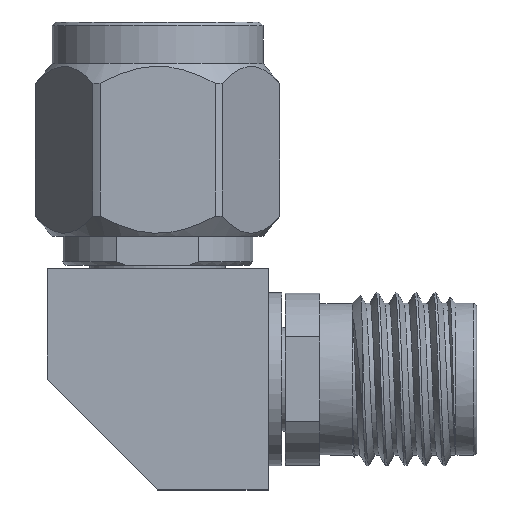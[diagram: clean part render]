
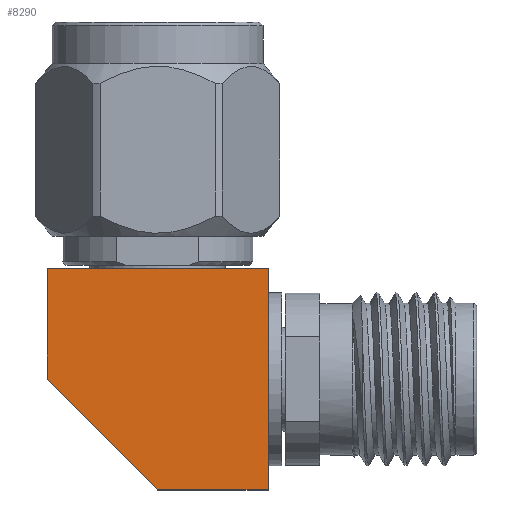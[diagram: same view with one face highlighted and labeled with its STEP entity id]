
A CAD part, top view. The second image highlights one B-rep face of the part: STEP entity #8290.
In plain terms, the highlighted planar face has unit normal (0, 0, 1).
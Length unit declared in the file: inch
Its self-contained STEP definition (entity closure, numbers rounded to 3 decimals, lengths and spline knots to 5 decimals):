
#154 = DIRECTION ( 'NONE',  ( 1., 0., 0. ) ) ;
#255 = LINE ( 'NONE', #7110, #4403 ) ;
#270 = CARTESIAN_POINT ( 'NONE',  ( -0.16, -0.16, 0.16 ) ) ;
#524 = EDGE_CURVE ( 'NONE', #6965, #4183, #3601, .T. ) ;
#685 = ORIENTED_EDGE ( 'NONE', *, *, #2433, .T. ) ;
#744 = CARTESIAN_POINT ( 'NONE',  ( 0., 0., 0.16 ) ) ;
#1398 = LINE ( 'NONE', #7232, #6563 ) ;
#1870 = LINE ( 'NONE', #6046, #4946 ) ;
#2359 = VERTEX_POINT ( 'NONE', #3245 ) ;
#2433 = EDGE_CURVE ( 'NONE', #4183, #6126, #255, .T. ) ;
#2534 = PLANE ( 'NONE',  #3546 ) ;
#2761 = CARTESIAN_POINT ( 'NONE',  ( -0.16, 0.16, 0.16 ) ) ;
#2887 = LINE ( 'NONE', #270, #8863 ) ;
#2890 = VERTEX_POINT ( 'NONE', #9895 ) ;
#2912 = ORIENTED_EDGE ( 'NONE', *, *, #6121, .T. ) ;
#3245 = CARTESIAN_POINT ( 'NONE',  ( 0.16, -0.16, 0.16 ) ) ;
#3546 = AXIS2_PLACEMENT_3D ( 'NONE', #744, #5926, #7481 ) ;
#3601 = LINE ( 'NONE', #2761, #10874 ) ;
#3659 = DIRECTION ( 'NONE',  ( 0., -1., 0. ) ) ;
#3731 = EDGE_CURVE ( 'NONE', #2359, #6965, #1870, .T. ) ;
#4183 = VERTEX_POINT ( 'NONE', #4976 ) ;
#4333 = ORIENTED_EDGE ( 'NONE', *, *, #3731, .T. ) ;
#4403 = VECTOR ( 'NONE', #3659, 39.37008 ) ;
#4798 = DIRECTION ( 'NONE',  ( 0.707, -0.707, 0. ) ) ;
#4896 = EDGE_CURVE ( 'NONE', #6126, #2890, #1398, .T. ) ;
#4946 = VECTOR ( 'NONE', #5105, 39.37008 ) ;
#4976 = CARTESIAN_POINT ( 'NONE',  ( -0.16, 0.16, 0.16 ) ) ;
#5105 = DIRECTION ( 'NONE',  ( 0., 1., 0. ) ) ;
#5627 = ORIENTED_EDGE ( 'NONE', *, *, #4896, .T. ) ;
#5926 = DIRECTION ( 'NONE',  ( 0., 0., -1. ) ) ;
#6046 = CARTESIAN_POINT ( 'NONE',  ( 0.16, -0.16, 0.16 ) ) ;
#6110 = DIRECTION ( 'NONE',  ( -1., 0., 0. ) ) ;
#6121 = EDGE_CURVE ( 'NONE', #2890, #2359, #2887, .T. ) ;
#6126 = VERTEX_POINT ( 'NONE', #7832 ) ;
#6563 = VECTOR ( 'NONE', #4798, 39.37008 ) ;
#6965 = VERTEX_POINT ( 'NONE', #8491 ) ;
#7110 = CARTESIAN_POINT ( 'NONE',  ( -0.16, -0.16, 0.16 ) ) ;
#7232 = CARTESIAN_POINT ( 'NONE',  ( 0., -0.16, 0.16 ) ) ;
#7481 = DIRECTION ( 'NONE',  ( -1., 0., 0. ) ) ;
#7532 = FACE_OUTER_BOUND ( 'NONE', #10869, .T. ) ;
#7832 = CARTESIAN_POINT ( 'NONE',  ( -0.16, 0., 0.16 ) ) ;
#8290 = ADVANCED_FACE ( 'NONE', ( #7532 ), #2534, .F. ) ;
#8491 = CARTESIAN_POINT ( 'NONE',  ( 0.16, 0.16, 0.16 ) ) ;
#8863 = VECTOR ( 'NONE', #154, 39.37008 ) ;
#9677 = ORIENTED_EDGE ( 'NONE', *, *, #524, .T. ) ;
#9895 = CARTESIAN_POINT ( 'NONE',  ( 0., -0.16, 0.16 ) ) ;
#10869 = EDGE_LOOP ( 'NONE', ( #685, #5627, #2912, #4333, #9677 ) ) ;
#10874 = VECTOR ( 'NONE', #6110, 39.37008 ) ;
